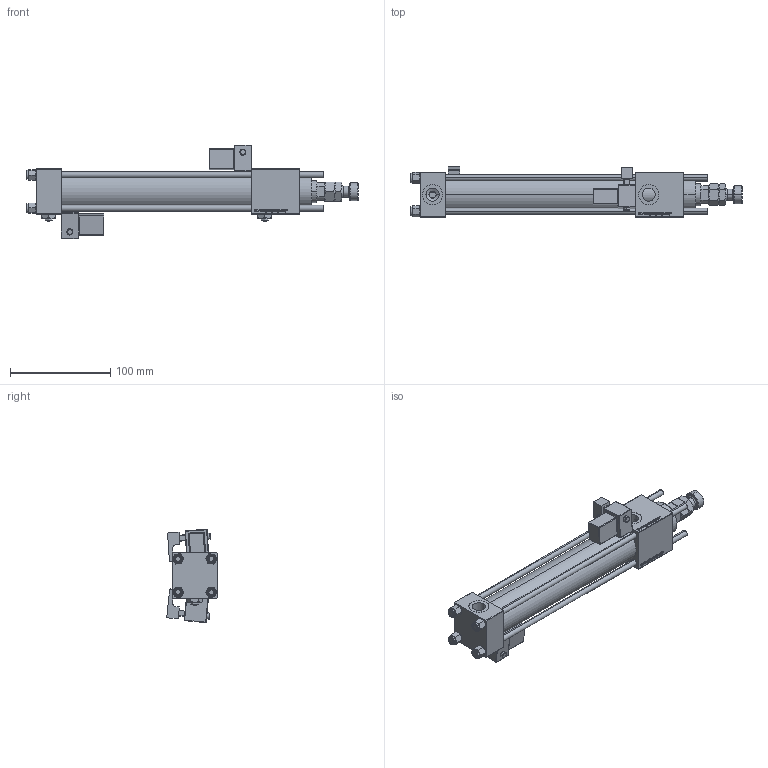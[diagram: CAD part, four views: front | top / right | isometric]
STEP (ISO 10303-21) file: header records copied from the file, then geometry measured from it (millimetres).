
FILE_DESCRIPTION (( 'STEP AP203' ), '1' );
FILE_NAME ('e18e.STEP', '2022-04-14T19:09:17', ( '' ), ( '' ), 'SwSTEP 2.0', 'SolidWorks 2019', '' );
FILE_SCHEMA (( 'CONFIG_CONTROL_DESIGN' ));
Length unit declared in the file: millimetre
Products named in the file (9): Zatka_pro_OIL_PORT 5f205d67de139394639ff19bf48ab18f; MFA 5f205d67de139394639ff19bf48ab18f; V215CR_B_TYCINKA 5f205d67de139394639ff19bf48ab18f; NUT_M5_B 5f205d67de139394639ff19bf48ab18f; V215CR_B-1 5f205d67de139394639ff19bf48ab18f; V215CR_MSU 5f205d67de139394639ff19bf48ab18f; e18e; V215_VC_A 5f205d67de139394639ff19bf48ab18f; V215CR_VCP_B 5f205d67de139394639ff19bf48ab18f
Assembly tree (16 placements, depth 2):
  e18e
    V215CR_B-1 5f205d67de139394639ff19bf48ab18f
    V215CR_VCP_B 5f205d67de139394639ff19bf48ab18f
    NUT_M5_B 5f205d67de139394639ff19bf48ab18f  x4
    V215CR_B_TYCINKA 5f205d67de139394639ff19bf48ab18f  x4
    V215_VC_A 5f205d67de139394639ff19bf48ab18f
    MFA 5f205d67de139394639ff19bf48ab18f
    V215CR_MSU 5f205d67de139394639ff19bf48ab18f  x2
    Zatka_pro_OIL_PORT 5f205d67de139394639ff19bf48ab18f  x2
Bounding box: 331 x 50.4 x 93.13 mm (x, y, z)
Volume: 376739.6 mm3; surface area: 144346.8 mm2
Topology: 16 solids, 16 shells, 1466 faces, 3646 edges, 2305 vertices
Faces by surface type: plane 556, bspline 504, cone 206, cylinder 152, torus 24, sphere 24
Entity records: 62777 total; most frequent: CARTESIAN_POINT 35590, ORIENTED_EDGE 6198, DIRECTION 3765, EDGE_CURVE 3099, VERTEX_POINT 2003, VECTOR 1619, LINE 1619, EDGE_LOOP 1360
